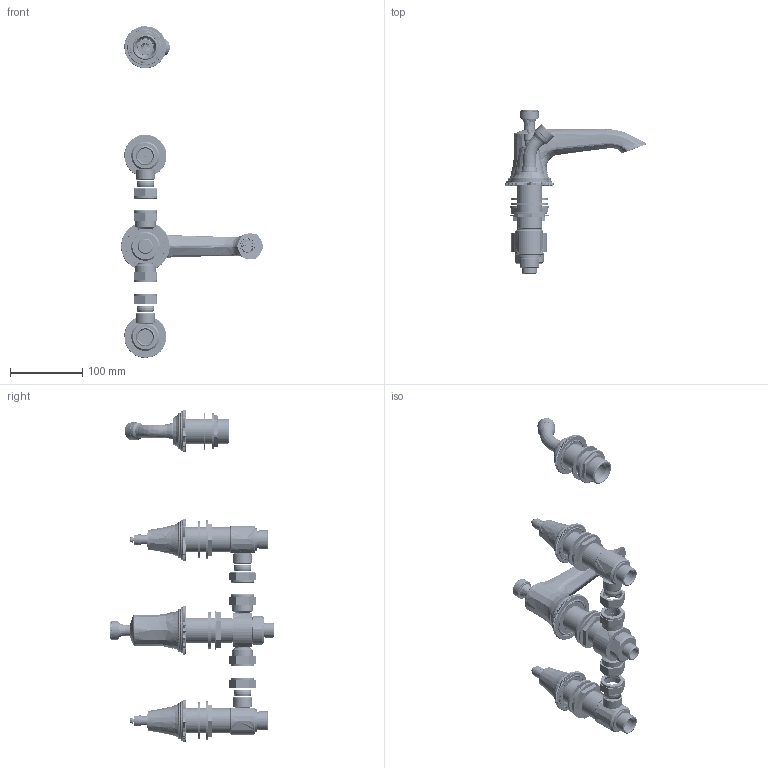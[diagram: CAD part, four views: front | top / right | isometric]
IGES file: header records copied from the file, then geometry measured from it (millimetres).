
Global section: file name: V648 BATH ; native system: Autodesk Inventor 2018; preprocessor: unknown; author: mblakey; date: 20190709.150853; units: millimetre
Bounding box: 196.35 x 225.5 x 458.49 mm (x, y, z)
Volume: 668856.3 mm3; surface area: 352128.3 mm2
Topology: 80 solids, 81 shells, 5533 faces, 13788 edges, 8692 vertices
Faces by surface type: bspline 5533
